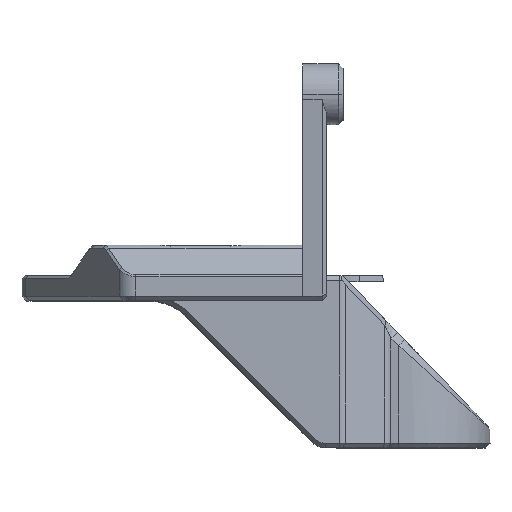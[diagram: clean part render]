
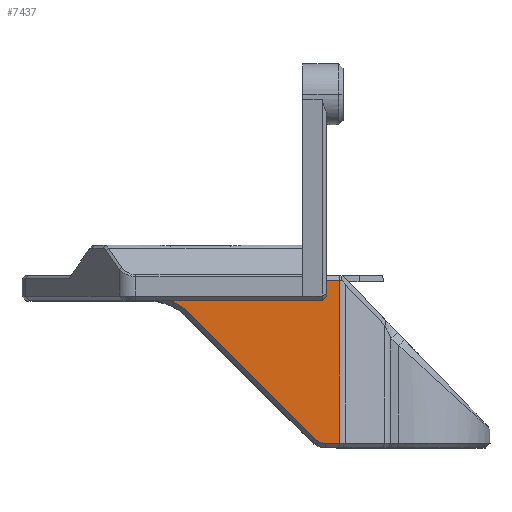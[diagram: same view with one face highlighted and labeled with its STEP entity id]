
A CAD part, top view. The second image highlights one B-rep face of the part: STEP entity #7437.
In plain terms, the highlighted planar face has unit normal (0, 0, 1).
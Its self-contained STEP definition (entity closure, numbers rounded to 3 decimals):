
#65 = CARTESIAN_POINT ( 'NONE',  ( 31.279, -38.957, 42.633 ) ) ;
#148 = VECTOR ( 'NONE', #18093, 1000. ) ;
#1328 = CARTESIAN_POINT ( 'NONE',  ( 44.265, -51.3, 42.633 ) ) ;
#1673 = LINE ( 'NONE', #10019, #27345 ) ;
#1685 = FACE_OUTER_BOUND ( 'NONE', #15519, .T. ) ;
#1714 = VECTOR ( 'NONE', #6140, 1000. ) ;
#1897 = ORIENTED_EDGE ( 'NONE', *, *, #24190, .T. ) ;
#1979 = CARTESIAN_POINT ( 'NONE',  ( 44.386, -35.25, 42.633 ) ) ;
#2000 = LINE ( 'NONE', #6175, #8174 ) ;
#2222 = EDGE_CURVE ( 'NONE', #24985, #12051, #10300, .T. ) ;
#2266 = DIRECTION ( 'NONE',  ( 0., 0., -1. ) ) ;
#2389 = ORIENTED_EDGE ( 'NONE', *, *, #13452, .T. ) ;
#2405 = DIRECTION ( 'NONE',  ( 0., 1., 0. ) ) ;
#2416 = CARTESIAN_POINT ( 'NONE',  ( 26.865, -36.8, 42.633 ) ) ;
#2642 = CARTESIAN_POINT ( 'NONE',  ( 29.514, -36.893, 42.633 ) ) ;
#2658 = CARTESIAN_POINT ( 'NONE',  ( 29.075, -34.75, 42.633 ) ) ;
#2697 = ORIENTED_EDGE ( 'NONE', *, *, #2222, .T. ) ;
#3993 = B_SPLINE_CURVE_WITH_KNOTS ( 'NONE', 3,
 ( #12938, #23749, #6541, #4864, #21392, #11130, #2642, #25547, #17106, #17381, #23475 ),
 .UNSPECIFIED., .F., .F.,
 ( 4, 1, 1, 1, 2, 2, 4 ),
 ( 0., 0.25, 0.375, 0.437, 0.469, 0.5, 1. ),
 .UNSPECIFIED. ) ;
#4309 = CARTESIAN_POINT ( 'NONE',  ( 45.678, -51.3, 42.633 ) ) ;
#4467 = CARTESIAN_POINT ( 'NONE',  ( 25.016, -51.75, 42.633 ) ) ;
#4726 = LINE ( 'NONE', #13469, #15678 ) ;
#4864 = CARTESIAN_POINT ( 'NONE',  ( 29.605, -36.932, 42.633 ) ) ;
#5893 = DIRECTION ( 'NONE',  ( 1., 0., 0. ) ) ;
#6042 = DIRECTION ( 'NONE',  ( -1., 0., 0. ) ) ;
#6140 = DIRECTION ( 'NONE',  ( 0., -1., 0. ) ) ;
#6175 = CARTESIAN_POINT ( 'NONE',  ( 17.486, -34.75, 42.633 ) ) ;
#6178 = DIRECTION ( 'NONE',  ( 0.707, -0.707, 0. ) ) ;
#6358 = EDGE_CURVE ( 'NONE', #13933, #9293, #25702, .T. ) ;
#6541 = CARTESIAN_POINT ( 'NONE',  ( 29.715, -36.986, 42.633 ) ) ;
#6583 = CARTESIAN_POINT ( 'NONE',  ( 25.016, -34.75, 42.633 ) ) ;
#6645 = VERTEX_POINT ( 'NONE', #13625 ) ;
#7022 = VERTEX_POINT ( 'NONE', #20192 ) ;
#7105 = LINE ( 'NONE', #65, #23199 ) ;
#7437 = ADVANCED_FACE ( 'NONE', ( #1685 ), #16424, .T. ) ;
#7650 = CARTESIAN_POINT ( 'NONE',  ( 43.169, -50.846, 42.633 ) ) ;
#7674 = DIRECTION ( 'NONE',  ( 1., 0., 0. ) ) ;
#7758 = EDGE_CURVE ( 'NONE', #9293, #21516, #15291, .T. ) ;
#7936 = DIRECTION ( 'NONE',  ( 0., 0., 1. ) ) ;
#8076 = CARTESIAN_POINT ( 'NONE',  ( 18.486, -51.75, 42.633 ) ) ;
#8122 = LINE ( 'NONE', #24654, #22767 ) ;
#8174 = VECTOR ( 'NONE', #6042, 1000. ) ;
#8678 = ORIENTED_EDGE ( 'NONE', *, *, #25542, .T. ) ;
#8752 = ORIENTED_EDGE ( 'NONE', *, *, #7758, .T. ) ;
#8808 = VERTEX_POINT ( 'NONE', #15127 ) ;
#9160 = VERTEX_POINT ( 'NONE', #22909 ) ;
#9293 = VERTEX_POINT ( 'NONE', #23045 ) ;
#10019 = CARTESIAN_POINT ( 'NONE',  ( 44.386, -36.8, 42.633 ) ) ;
#10300 = LINE ( 'NONE', #18788, #13641 ) ;
#10734 = ORIENTED_EDGE ( 'NONE', *, *, #24876, .F. ) ;
#10915 = ORIENTED_EDGE ( 'NONE', *, *, #13877, .T. ) ;
#11051 = ORIENTED_EDGE ( 'NONE', *, *, #17358, .T. ) ;
#11130 = CARTESIAN_POINT ( 'NONE',  ( 29.529, -36.899, 42.633 ) ) ;
#11775 = ORIENTED_EDGE ( 'NONE', *, *, #25184, .T. ) ;
#11833 = EDGE_CURVE ( 'NONE', #9160, #14402, #3993, .T. ) ;
#11840 = DIRECTION ( 'NONE',  ( 1., 0., 0. ) ) ;
#12051 = VERTEX_POINT ( 'NONE', #4309 ) ;
#12548 = AXIS2_PLACEMENT_3D ( 'NONE', #26945, #7936, #11840 ) ;
#12723 = CIRCLE ( 'NONE', #20271, 5.45 ) ;
#12788 = ORIENTED_EDGE ( 'NONE', *, *, #24546, .F. ) ;
#12938 = CARTESIAN_POINT ( 'NONE',  ( 29.884, -37.087, 42.633 ) ) ;
#13452 = EDGE_CURVE ( 'NONE', #21516, #7022, #12723, .T. ) ;
#13469 = CARTESIAN_POINT ( 'NONE',  ( 18.486, -35.25, 42.633 ) ) ;
#13625 = CARTESIAN_POINT ( 'NONE',  ( 30.145, -37.25, 42.633 ) ) ;
#13641 = VECTOR ( 'NONE', #16695, 1000. ) ;
#13815 = ORIENTED_EDGE ( 'NONE', *, *, #15702, .T. ) ;
#13877 = EDGE_CURVE ( 'NONE', #12051, #8808, #17148, .T. ) ;
#13933 = VERTEX_POINT ( 'NONE', #6583 ) ;
#14052 = CARTESIAN_POINT ( 'NONE',  ( 44.386, -36.8, 42.633 ) ) ;
#14402 = VERTEX_POINT ( 'NONE', #21251 ) ;
#15127 = CARTESIAN_POINT ( 'NONE',  ( 45.678, -35.25, 42.633 ) ) ;
#15190 = CARTESIAN_POINT ( 'NONE',  ( 45.678, -51.75, 42.633 ) ) ;
#15291 = LINE ( 'NONE', #23752, #26547 ) ;
#15519 = EDGE_LOOP ( 'NONE', ( #12788, #11051, #18006, #11775, #17361, #16880, #8752, #2389, #8678, #1897, #2697, #10915, #10734, #23008, #13815 ) ) ;
#15678 = VECTOR ( 'NONE', #21928, 1000. ) ;
#15687 = DIRECTION ( 'NONE',  ( 1., 0., 0. ) ) ;
#15702 = EDGE_CURVE ( 'NONE', #25945, #22801, #1673, .T. ) ;
#16269 = LINE ( 'NONE', #26385, #148 ) ;
#16385 = AXIS2_PLACEMENT_3D ( 'NONE', #8076, #22933, #7674 ) ;
#16424 = PLANE ( 'NONE',  #16385 ) ;
#16695 = DIRECTION ( 'NONE',  ( 1., 0., 0. ) ) ;
#16829 = DIRECTION ( 'NONE',  ( 1., 0., 0. ) ) ;
#16880 = ORIENTED_EDGE ( 'NONE', *, *, #6358, .T. ) ;
#17106 = CARTESIAN_POINT ( 'NONE',  ( 29.353, -36.829, 42.633 ) ) ;
#17148 = LINE ( 'NONE', #15190, #21573 ) ;
#17341 = DIRECTION ( 'NONE',  ( -0.846, 0.532, 0. ) ) ;
#17358 = EDGE_CURVE ( 'NONE', #6645, #9160, #23566, .T. ) ;
#17361 = ORIENTED_EDGE ( 'NONE', *, *, #21119, .T. ) ;
#17381 = CARTESIAN_POINT ( 'NONE',  ( 29.212, -36.8, 42.633 ) ) ;
#18006 = ORIENTED_EDGE ( 'NONE', *, *, #11833, .T. ) ;
#18093 = DIRECTION ( 'NONE',  ( 0., 1., 0. ) ) ;
#18435 = DIRECTION ( 'NONE',  ( 0., 1., 0. ) ) ;
#18438 = EDGE_CURVE ( 'NONE', #25945, #23679, #16269, .T. ) ;
#18788 = CARTESIAN_POINT ( 'NONE',  ( 18.486, -51.3, 42.633 ) ) ;
#20192 = CARTESIAN_POINT ( 'NONE',  ( 30.719, -38.397, 42.633 ) ) ;
#20271 = AXIS2_PLACEMENT_3D ( 'NONE', #21020, #2266, #5893 ) ;
#21020 = CARTESIAN_POINT ( 'NONE',  ( 26.865, -42.25, 42.633 ) ) ;
#21119 = EDGE_CURVE ( 'NONE', #25618, #13933, #2000, .T. ) ;
#21210 = CARTESIAN_POINT ( 'NONE',  ( 18.005, -29.615, 42.633 ) ) ;
#21251 = CARTESIAN_POINT ( 'NONE',  ( 29.075, -36.8, 42.633 ) ) ;
#21392 = CARTESIAN_POINT ( 'NONE',  ( 29.552, -36.908, 42.633 ) ) ;
#21516 = VERTEX_POINT ( 'NONE', #2416 ) ;
#21573 = VECTOR ( 'NONE', #2405, 1000. ) ;
#21928 = DIRECTION ( 'NONE',  ( 1., 0., 0. ) ) ;
#22358 = CARTESIAN_POINT ( 'NONE',  ( 43.936, -37.25, 42.633 ) ) ;
#22680 = VERTEX_POINT ( 'NONE', #7650 ) ;
#22754 = VECTOR ( 'NONE', #15687, 1000. ) ;
#22767 = VECTOR ( 'NONE', #18435, 1000. ) ;
#22801 = VERTEX_POINT ( 'NONE', #22358 ) ;
#22909 = CARTESIAN_POINT ( 'NONE',  ( 29.884, -37.087, 42.633 ) ) ;
#22933 = DIRECTION ( 'NONE',  ( 0., 0., 1. ) ) ;
#23008 = ORIENTED_EDGE ( 'NONE', *, *, #18438, .F. ) ;
#23045 = CARTESIAN_POINT ( 'NONE',  ( 25.016, -36.8, 42.633 ) ) ;
#23190 = DIRECTION ( 'NONE',  ( -0.707, -0.707, 0. ) ) ;
#23199 = VECTOR ( 'NONE', #6178, 1000. ) ;
#23475 = CARTESIAN_POINT ( 'NONE',  ( 29.075, -36.8, 42.633 ) ) ;
#23566 = LINE ( 'NONE', #21210, #25325 ) ;
#23679 = VERTEX_POINT ( 'NONE', #1979 ) ;
#23749 = CARTESIAN_POINT ( 'NONE',  ( 29.815, -37.043, 42.633 ) ) ;
#23752 = CARTESIAN_POINT ( 'NONE',  ( 18.486, -36.8, 42.633 ) ) ;
#23877 = LINE ( 'NONE', #24010, #22754 ) ;
#24010 = CARTESIAN_POINT ( 'NONE',  ( 17.486, -37.25, 42.633 ) ) ;
#24190 = EDGE_CURVE ( 'NONE', #22680, #24985, #26730, .T. ) ;
#24546 = EDGE_CURVE ( 'NONE', #6645, #22801, #23877, .T. ) ;
#24654 = CARTESIAN_POINT ( 'NONE',  ( 29.075, -51.75, 42.633 ) ) ;
#24876 = EDGE_CURVE ( 'NONE', #23679, #8808, #4726, .T. ) ;
#24985 = VERTEX_POINT ( 'NONE', #1328 ) ;
#25184 = EDGE_CURVE ( 'NONE', #14402, #25618, #8122, .T. ) ;
#25325 = VECTOR ( 'NONE', #17341, 1000. ) ;
#25542 = EDGE_CURVE ( 'NONE', #7022, #22680, #7105, .T. ) ;
#25547 = CARTESIAN_POINT ( 'NONE',  ( 29.509, -36.89, 42.633 ) ) ;
#25618 = VERTEX_POINT ( 'NONE', #2658 ) ;
#25702 = LINE ( 'NONE', #4467, #1714 ) ;
#25945 = VERTEX_POINT ( 'NONE', #14052 ) ;
#26385 = CARTESIAN_POINT ( 'NONE',  ( 44.386, -35.75, 42.633 ) ) ;
#26547 = VECTOR ( 'NONE', #16829, 1000. ) ;
#26730 = CIRCLE ( 'NONE', #12548, 1.55 ) ;
#26945 = CARTESIAN_POINT ( 'NONE',  ( 44.265, -49.75, 42.633 ) ) ;
#27345 = VECTOR ( 'NONE', #23190, 1000. ) ;
